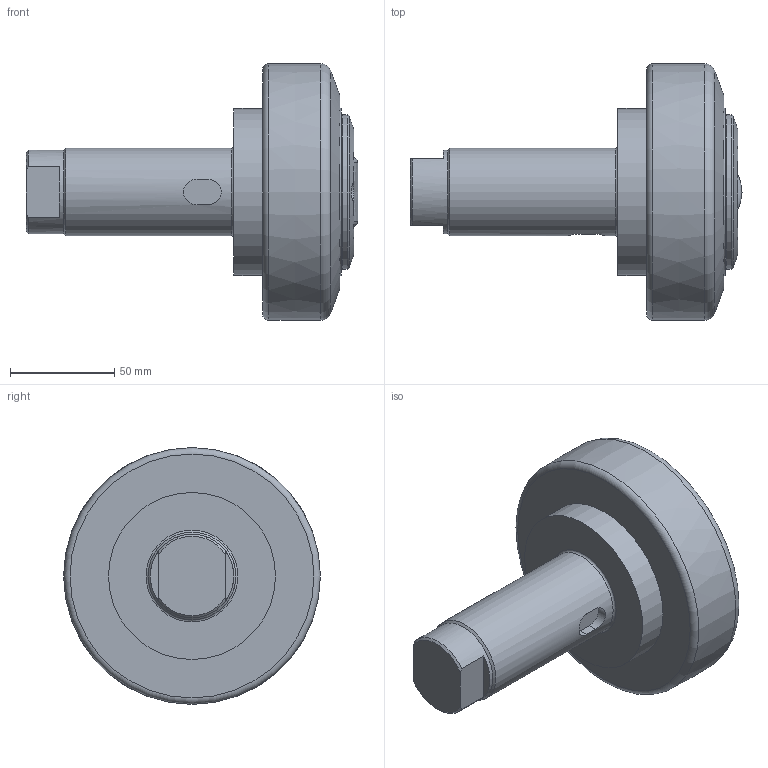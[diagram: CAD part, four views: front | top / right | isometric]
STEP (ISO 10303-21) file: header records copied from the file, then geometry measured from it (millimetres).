
FILE_DESCRIPTION(/* description */ ('-'),/* implementation_level */ '2;1');
FILE_NAME(/* name */ 'ALFATEC_TR120-1300.stp',/* time_stamp */ '2021-01-27T09:51:39+01:00',/* author */ ('kstaebler'),/* organization */ (''),/* preprocessor_version */ 'ST-DEVELOPER v18.1',/* originating_system */ 'Autodesk Inventor 2020',/* authorisation */ '');
FILE_SCHEMA (('AUTOMOTIVE_DESIGN { 1 0 10303 214 3 1 1 }'));
Length unit declared in the file: millimetre
Products named in the file (1): TR 120.1300_Kontur
Bounding box: 159 x 122.99 x 122.99 mm (x, y, z)
Volume: 649427 mm3; surface area: 54665.7 mm2
Topology: 1 solids, 1 shells, 85 faces, 231 edges, 157 vertices
Faces by surface type: plane 42, cylinder 23, cone 12, torus 6, bspline 2
Full cylindrical faces by diameter (mm): 10 x2, 10.5 x2, 40 x1, 42 x1, 74 x1, 80 x2
Entity records: 2898 total; most frequent: CARTESIAN_POINT 662, DIRECTION 471, ORIENTED_EDGE 462, EDGE_CURVE 231, AXIS2_PLACEMENT_3D 180, VERTEX_POINT 157, LINE 111, VECTOR 111
